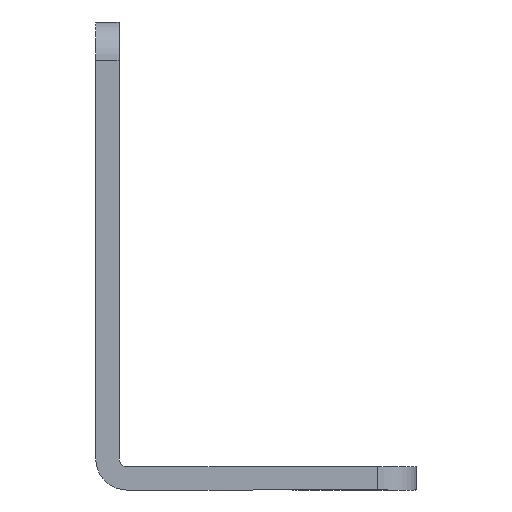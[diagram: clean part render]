
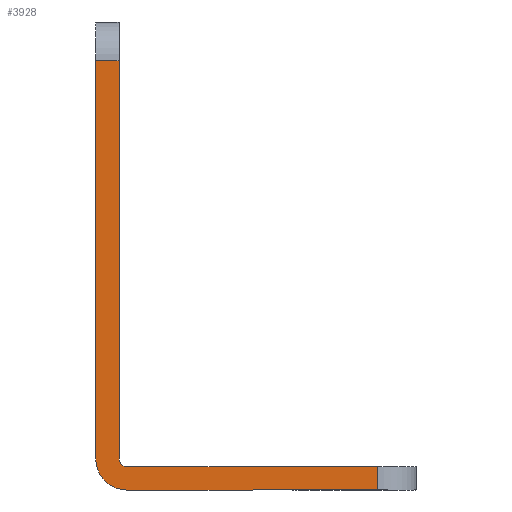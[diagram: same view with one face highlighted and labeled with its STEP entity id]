
A CAD part, left-side view. The second image highlights one B-rep face of the part: STEP entity #3928.
In plain terms, the highlighted planar face has unit normal (-1, 0, 0).
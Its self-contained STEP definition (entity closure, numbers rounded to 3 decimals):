
#63 = EDGE_CURVE ( 'NONE', #3541, #456, #2462, .T. ) ;
#96 = ORIENTED_EDGE ( 'NONE', *, *, #3006, .T. ) ;
#392 = LINE ( 'NONE', #2289, #2773 ) ;
#412 = VERTEX_POINT ( 'NONE', #3036 ) ;
#456 = VERTEX_POINT ( 'NONE', #1207 ) ;
#480 = CARTESIAN_POINT ( 'NONE',  ( 0., 3., 60.3 ) ) ;
#484 = LINE ( 'NONE', #1826, #1579 ) ;
#487 = EDGE_CURVE ( 'NONE', #3818, #576, #3377, .T. ) ;
#492 = EDGE_LOOP ( 'NONE', ( #2336, #1227, #2597, #754, #4107, #3373, #96, #1248 ) ) ;
#576 = VERTEX_POINT ( 'NONE', #4177 ) ;
#754 = ORIENTED_EDGE ( 'NONE', *, *, #487, .T. ) ;
#780 = CARTESIAN_POINT ( 'NONE',  ( 0., 0., 55.3 ) ) ;
#859 = FACE_OUTER_BOUND ( 'NONE', #492, .T. ) ;
#967 = LINE ( 'NONE', #3938, #2783 ) ;
#997 = LINE ( 'NONE', #1253, #2041 ) ;
#1182 = DIRECTION ( 'NONE',  ( 0., 0., 1. ) ) ;
#1207 = CARTESIAN_POINT ( 'NONE',  ( 0., -1., 3. ) ) ;
#1227 = ORIENTED_EDGE ( 'NONE', *, *, #2426, .F. ) ;
#1248 = ORIENTED_EDGE ( 'NONE', *, *, #4111, .T. ) ;
#1253 = CARTESIAN_POINT ( 'NONE',  ( 0., 3., 55.3 ) ) ;
#1388 = VECTOR ( 'NONE', #1798, 1000. ) ;
#1475 = CARTESIAN_POINT ( 'NONE',  ( 0., 3., 55.3 ) ) ;
#1561 = CARTESIAN_POINT ( 'NONE',  ( 0., 3., 60.3 ) ) ;
#1579 = VECTOR ( 'NONE', #2157, 1000. ) ;
#1588 = DIRECTION ( 'NONE',  ( -1., 0., 0. ) ) ;
#1687 = DIRECTION ( 'NONE',  ( 0., 0., 1. ) ) ;
#1734 = VERTEX_POINT ( 'NONE', #2236 ) ;
#1771 = DIRECTION ( 'NONE',  ( -1., 0., 0. ) ) ;
#1798 = DIRECTION ( 'NONE',  ( 0., 0., -1. ) ) ;
#1811 = LINE ( 'NONE', #3746, #1965 ) ;
#1826 = CARTESIAN_POINT ( 'NONE',  ( 0., 0., 60.3 ) ) ;
#1887 = DIRECTION ( 'NONE',  ( -1., 0., 0. ) ) ;
#1893 = CARTESIAN_POINT ( 'NONE',  ( 0., 0., 4. ) ) ;
#1965 = VECTOR ( 'NONE', #3701, 1000. ) ;
#2015 = EDGE_CURVE ( 'NONE', #412, #3156, #1811, .T. ) ;
#2041 = VECTOR ( 'NONE', #2528, 1000. ) ;
#2157 = DIRECTION ( 'NONE',  ( 0., 0., -1. ) ) ;
#2236 = CARTESIAN_POINT ( 'NONE',  ( 0., -33.3, 3. ) ) ;
#2258 = DIRECTION ( 'NONE',  ( 0., 1., 0. ) ) ;
#2289 = CARTESIAN_POINT ( 'NONE',  ( 0., -33.3, 3. ) ) ;
#2336 = ORIENTED_EDGE ( 'NONE', *, *, #63, .F. ) ;
#2426 = EDGE_CURVE ( 'NONE', #3902, #3541, #484, .T. ) ;
#2462 = CIRCLE ( 'NONE', #2659, 1. ) ;
#2500 = DIRECTION ( 'NONE',  ( 0., -1., 0. ) ) ;
#2528 = DIRECTION ( 'NONE',  ( 0., 1., 0. ) ) ;
#2597 = ORIENTED_EDGE ( 'NONE', *, *, #2660, .T. ) ;
#2659 = AXIS2_PLACEMENT_3D ( 'NONE', #3707, #1771, #3032 ) ;
#2660 = EDGE_CURVE ( 'NONE', #3902, #3818, #997, .T. ) ;
#2718 = CARTESIAN_POINT ( 'NONE',  ( 0., -1., 0. ) ) ;
#2773 = VECTOR ( 'NONE', #1687, 1000. ) ;
#2783 = VECTOR ( 'NONE', #2258, 1000. ) ;
#2859 = CIRCLE ( 'NONE', #3329, 4. ) ;
#3006 = EDGE_CURVE ( 'NONE', #412, #1734, #392, .T. ) ;
#3032 = DIRECTION ( 'NONE',  ( 0., 0., 1. ) ) ;
#3036 = CARTESIAN_POINT ( 'NONE',  ( 0., -33.3, 0. ) ) ;
#3156 = VERTEX_POINT ( 'NONE', #2718 ) ;
#3329 = AXIS2_PLACEMENT_3D ( 'NONE', #3502, #1887, #2500 ) ;
#3373 = ORIENTED_EDGE ( 'NONE', *, *, #2015, .F. ) ;
#3377 = LINE ( 'NONE', #480, #1388 ) ;
#3502 = CARTESIAN_POINT ( 'NONE',  ( 0., -1., 4. ) ) ;
#3541 = VERTEX_POINT ( 'NONE', #1893 ) ;
#3701 = DIRECTION ( 'NONE',  ( 0., 1., 0. ) ) ;
#3707 = CARTESIAN_POINT ( 'NONE',  ( 0., -1., 4. ) ) ;
#3746 = CARTESIAN_POINT ( 'NONE',  ( 0., 0.563, 0. ) ) ;
#3792 = PLANE ( 'NONE',  #4002 ) ;
#3818 = VERTEX_POINT ( 'NONE', #1475 ) ;
#3902 = VERTEX_POINT ( 'NONE', #780 ) ;
#3928 = ADVANCED_FACE ( 'NONE', ( #859 ), #3792, .T. ) ;
#3938 = CARTESIAN_POINT ( 'NONE',  ( 0., 0.563, 3. ) ) ;
#3989 = EDGE_CURVE ( 'NONE', #576, #3156, #2859, .T. ) ;
#4002 = AXIS2_PLACEMENT_3D ( 'NONE', #1561, #1588, #1182 ) ;
#4107 = ORIENTED_EDGE ( 'NONE', *, *, #3989, .T. ) ;
#4111 = EDGE_CURVE ( 'NONE', #1734, #456, #967, .T. ) ;
#4177 = CARTESIAN_POINT ( 'NONE',  ( 0., 3., 4. ) ) ;
